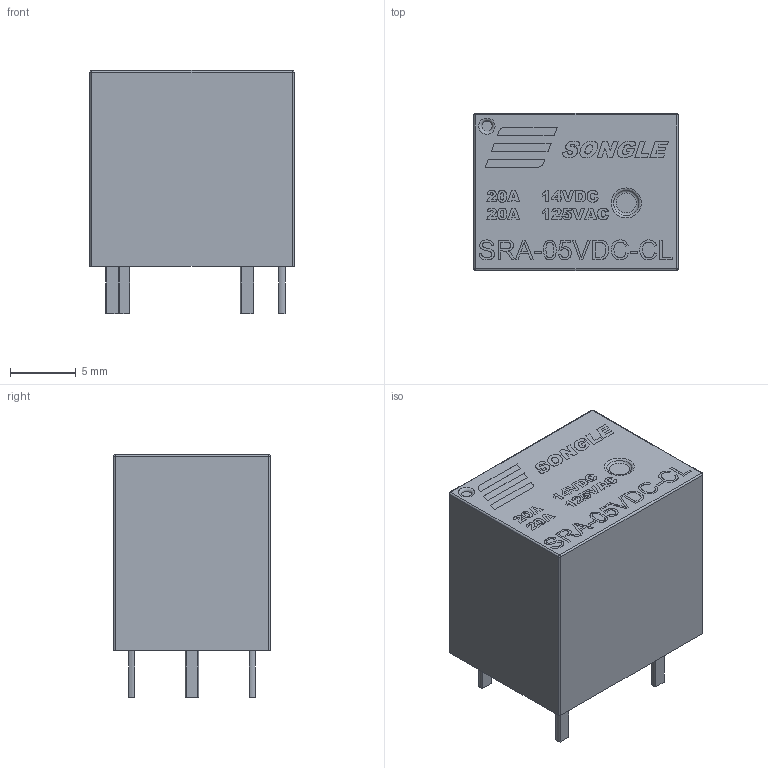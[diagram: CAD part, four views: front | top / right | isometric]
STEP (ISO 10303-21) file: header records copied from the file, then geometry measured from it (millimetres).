
FILE_DESCRIPTION(/* description */ ('Unknown'),/* implementation_level */ '2;1');
FILE_NAME(/* name */ 'Relay - SRA-05VDC-CL',/* time_stamp */ '2018-10-29T21:23:15-04:00',/* author */ ('Unknown'),/* organization */ ('Unknown'),/* preprocessor_version */ 'ST-DEVELOPER v16.7',/* originating_system */ 'DEX',/* authorisation */ $);
FILE_SCHEMA (('AUTOMOTIVE_DESIGN {1 0 10303 214 3 1 1}'));
Length unit declared in the file: millimetre
Products named in the file (1): Relay - SRA-05VDC-CL
Bounding box: 15.57 x 11.99 x 18.55 mm (x, y, z)
Volume: 2698.9 mm3; surface area: 1609.1 mm2
Topology: 1 solids, 21 shells, 535 faces, 1293 edges, 855 vertices
Faces by surface type: plane 420, bspline 85, cylinder 23, sphere 4, torus 3
Full cylindrical faces by diameter (mm): 0.793 x1
Entity records: 23391 total; most frequent: CARTESIAN_POINT 8085, ORIENTED_EDGE 2544, DIRECTION 1868, EDGE_CURVE 1272, LINE 866, VECTOR 866, VERTEX_POINT 854, EDGE_LOOP 622
